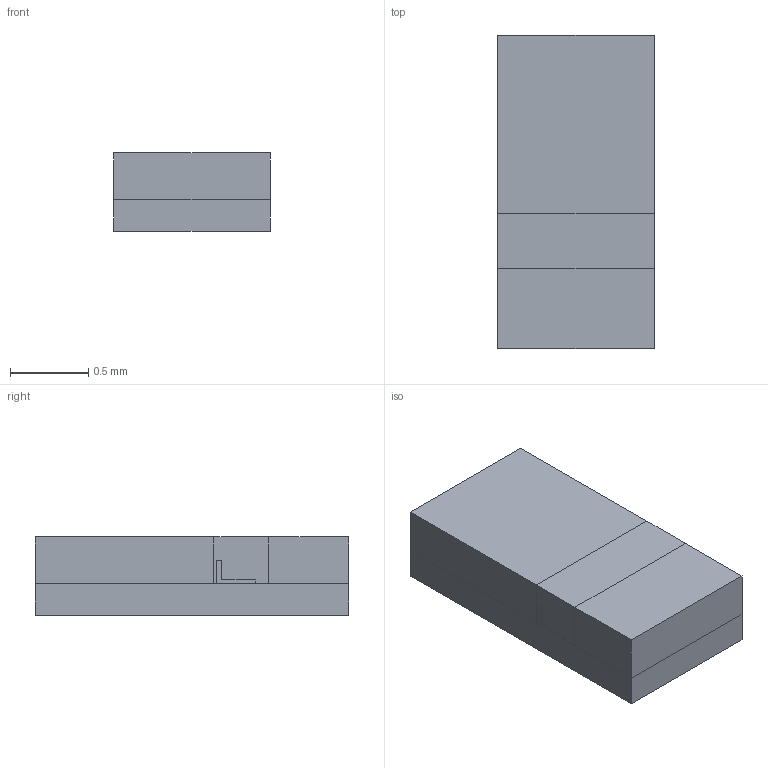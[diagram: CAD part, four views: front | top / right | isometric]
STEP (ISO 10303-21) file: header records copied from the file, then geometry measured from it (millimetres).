
FILE_DESCRIPTION((''),'2;1');
FILE_NAME('VCNL36828P_ASM','2021-08-11T',('mhsu4'),(''),'PRO/ENGINEER BY PARAMETRIC TECHNOLOGY CORPORATION, 2015240','PRO/ENGINEER BY PARAMETRIC TECHNOLOGY CORPORATION, 2015240','');
FILE_SCHEMA(('CONFIG_CONTROL_DESIGN'));
Length unit declared in the file: millimetre
Products named in the file (9): MSBR-7; MSBR-6; MSBR-5; MSBR-4; MSBR-3; MSBR-2; MSBR-1; _VCNL36828P; VCNL36828P_ASM
Assembly tree (8 placements, depth 2):
  VCNL36828P_ASM
    MSBR-7
    MSBR-6
    MSBR-5
    MSBR-4
    MSBR-3
    MSBR-2
    MSBR-1
    _VCNL36828P
Bounding box: 1 x 2 x 0.5 mm (x, y, z)
Surface area: 14.7 mm2
Topology: 7 solids, 7 shells, 44 faces, 134 edges, 104 vertices
Faces by surface type: plane 44
Entity records: 1661 total; most frequent: DIRECTION 276, CARTESIAN_POINT 264, ORIENTED_EDGE 180, VECTOR 132, LINE 132, EDGE_CURVE 90, AXIS2_PLACEMENT_3D 72, VERTEX_POINT 60
